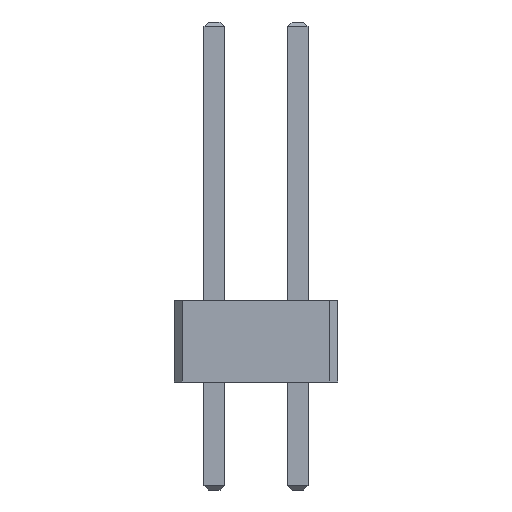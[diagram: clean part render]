
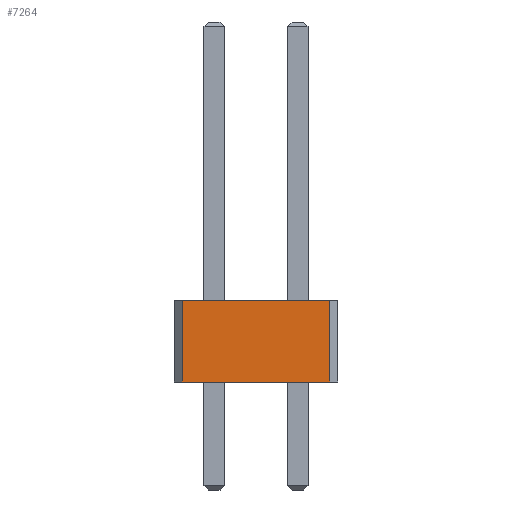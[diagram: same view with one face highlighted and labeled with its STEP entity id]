
A CAD part, front view. The second image highlights one B-rep face of the part: STEP entity #7264.
In plain terms, the highlighted planar face has unit normal (0, -1, 0).
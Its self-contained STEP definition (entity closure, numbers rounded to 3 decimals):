
#44 = PLANE('',#45);
#45 = AXIS2_PLACEMENT_3D('',#46,#47,#48);
#46 = CARTESIAN_POINT('',(-1.23,1.02,0.));
#47 = DIRECTION('',(0.,0.,-1.));
#48 = DIRECTION('',(0.,1.,0.));
#100 = PLANE('',#101);
#101 = AXIS2_PLACEMENT_3D('',#102,#103,#104);
#102 = CARTESIAN_POINT('',(-1.23,1.02,2.5));
#103 = DIRECTION('',(0.,0.,-1.));
#104 = DIRECTION('',(0.,1.,0.));
#833 = VERTEX_POINT('',#834);
#834 = CARTESIAN_POINT('',(3.52,-19.05,0.));
#848 = PLANE('',#849);
#849 = AXIS2_PLACEMENT_3D('',#850,#851,#852);
#850 = CARTESIAN_POINT('',(3.645,-18.925,0.));
#851 = DIRECTION('',(0.707,-0.707,0.));
#852 = DIRECTION('',(0.,0.,-1.));
#860 = EDGE_CURVE('',#861,#833,#863,.T.);
#861 = VERTEX_POINT('',#862);
#862 = CARTESIAN_POINT('',(-0.98,-19.05,0.));
#863 = SURFACE_CURVE('',#864,(#868,#875),.PCURVE_S1.);
#864 = LINE('',#865,#866);
#865 = CARTESIAN_POINT('',(-1.23,-19.05,0.));
#866 = VECTOR('',#867,1.);
#867 = DIRECTION('',(1.,0.,0.));
#868 = PCURVE('',#44,#869);
#869 = DEFINITIONAL_REPRESENTATION('',(#870),#874);
#870 = LINE('',#871,#872);
#871 = CARTESIAN_POINT('',(-20.07,0.));
#872 = VECTOR('',#873,1.);
#873 = DIRECTION('',(0.,1.));
#874 = ( GEOMETRIC_REPRESENTATION_CONTEXT(2) 
PARAMETRIC_REPRESENTATION_CONTEXT() REPRESENTATION_CONTEXT('2D SPACE',''
  ) );
#875 = PCURVE('',#876,#881);
#876 = PLANE('',#877);
#877 = AXIS2_PLACEMENT_3D('',#878,#879,#880);
#878 = CARTESIAN_POINT('',(-1.23,-19.05,0.));
#879 = DIRECTION('',(0.,1.,0.));
#880 = DIRECTION('',(1.,0.,0.));
#881 = DEFINITIONAL_REPRESENTATION('',(#882),#886);
#882 = LINE('',#883,#884);
#883 = CARTESIAN_POINT('',(0.,0.));
#884 = VECTOR('',#885,1.);
#885 = DIRECTION('',(1.,0.));
#886 = ( GEOMETRIC_REPRESENTATION_CONTEXT(2) 
PARAMETRIC_REPRESENTATION_CONTEXT() REPRESENTATION_CONTEXT('2D SPACE',''
  ) );
#904 = PLANE('',#905);
#905 = AXIS2_PLACEMENT_3D('',#906,#907,#908);
#906 = CARTESIAN_POINT('',(-1.105,-18.925,0.));
#907 = DIRECTION('',(-0.707,-0.707,0.));
#908 = DIRECTION('',(0.,0.,-1.));
#3832 = VERTEX_POINT('',#3833);
#3833 = CARTESIAN_POINT('',(3.52,-19.05,2.5));
#3854 = EDGE_CURVE('',#3855,#3832,#3857,.T.);
#3855 = VERTEX_POINT('',#3856);
#3856 = CARTESIAN_POINT('',(-0.98,-19.05,2.5));
#3857 = SURFACE_CURVE('',#3858,(#3862,#3869),.PCURVE_S1.);
#3858 = LINE('',#3859,#3860);
#3859 = CARTESIAN_POINT('',(-1.23,-19.05,2.5));
#3860 = VECTOR('',#3861,1.);
#3861 = DIRECTION('',(1.,0.,0.));
#3862 = PCURVE('',#100,#3863);
#3863 = DEFINITIONAL_REPRESENTATION('',(#3864),#3868);
#3864 = LINE('',#3865,#3866);
#3865 = CARTESIAN_POINT('',(-20.07,0.));
#3866 = VECTOR('',#3867,1.);
#3867 = DIRECTION('',(0.,1.));
#3868 = ( GEOMETRIC_REPRESENTATION_CONTEXT(2) 
PARAMETRIC_REPRESENTATION_CONTEXT() REPRESENTATION_CONTEXT('2D SPACE',''
  ) );
#3869 = PCURVE('',#876,#3870);
#3870 = DEFINITIONAL_REPRESENTATION('',(#3871),#3875);
#3871 = LINE('',#3872,#3873);
#3872 = CARTESIAN_POINT('',(0.,-2.5));
#3873 = VECTOR('',#3874,1.);
#3874 = DIRECTION('',(1.,0.));
#3875 = ( GEOMETRIC_REPRESENTATION_CONTEXT(2) 
PARAMETRIC_REPRESENTATION_CONTEXT() REPRESENTATION_CONTEXT('2D SPACE',''
  ) );
#7244 = EDGE_CURVE('',#861,#3855,#7245,.T.);
#7245 = SURFACE_CURVE('',#7246,(#7250,#7257),.PCURVE_S1.);
#7246 = LINE('',#7247,#7248);
#7247 = CARTESIAN_POINT('',(-0.98,-19.05,0.));
#7248 = VECTOR('',#7249,1.);
#7249 = DIRECTION('',(0.,0.,1.));
#7250 = PCURVE('',#904,#7251);
#7251 = DEFINITIONAL_REPRESENTATION('',(#7252),#7256);
#7252 = LINE('',#7253,#7254);
#7253 = CARTESIAN_POINT('',(0.,0.177));
#7254 = VECTOR('',#7255,1.);
#7255 = DIRECTION('',(-1.,0.));
#7256 = ( GEOMETRIC_REPRESENTATION_CONTEXT(2) 
PARAMETRIC_REPRESENTATION_CONTEXT() REPRESENTATION_CONTEXT('2D SPACE',''
  ) );
#7257 = PCURVE('',#876,#7258);
#7258 = DEFINITIONAL_REPRESENTATION('',(#7259),#7263);
#7259 = LINE('',#7260,#7261);
#7260 = CARTESIAN_POINT('',(0.25,0.));
#7261 = VECTOR('',#7262,1.);
#7262 = DIRECTION('',(0.,-1.));
#7263 = ( GEOMETRIC_REPRESENTATION_CONTEXT(2) 
PARAMETRIC_REPRESENTATION_CONTEXT() REPRESENTATION_CONTEXT('2D SPACE',''
  ) );
#7264 = ADVANCED_FACE('',(#7265),#876,.F.);
#7265 = FACE_BOUND('',#7266,.F.);
#7266 = EDGE_LOOP('',(#7267,#7268,#7269,#7270));
#7267 = ORIENTED_EDGE('',*,*,#860,.F.);
#7268 = ORIENTED_EDGE('',*,*,#7244,.T.);
#7269 = ORIENTED_EDGE('',*,*,#3854,.T.);
#7270 = ORIENTED_EDGE('',*,*,#7271,.F.);
#7271 = EDGE_CURVE('',#833,#3832,#7272,.T.);
#7272 = SURFACE_CURVE('',#7273,(#7277,#7284),.PCURVE_S1.);
#7273 = LINE('',#7274,#7275);
#7274 = CARTESIAN_POINT('',(3.52,-19.05,0.));
#7275 = VECTOR('',#7276,1.);
#7276 = DIRECTION('',(0.,0.,1.));
#7277 = PCURVE('',#876,#7278);
#7278 = DEFINITIONAL_REPRESENTATION('',(#7279),#7283);
#7279 = LINE('',#7280,#7281);
#7280 = CARTESIAN_POINT('',(4.75,0.));
#7281 = VECTOR('',#7282,1.);
#7282 = DIRECTION('',(0.,-1.));
#7283 = ( GEOMETRIC_REPRESENTATION_CONTEXT(2) 
PARAMETRIC_REPRESENTATION_CONTEXT() REPRESENTATION_CONTEXT('2D SPACE',''
  ) );
#7284 = PCURVE('',#848,#7285);
#7285 = DEFINITIONAL_REPRESENTATION('',(#7286),#7290);
#7286 = LINE('',#7287,#7288);
#7287 = CARTESIAN_POINT('',(0.,-0.177));
#7288 = VECTOR('',#7289,1.);
#7289 = DIRECTION('',(-1.,0.));
#7290 = ( GEOMETRIC_REPRESENTATION_CONTEXT(2) 
PARAMETRIC_REPRESENTATION_CONTEXT() REPRESENTATION_CONTEXT('2D SPACE',''
  ) );
